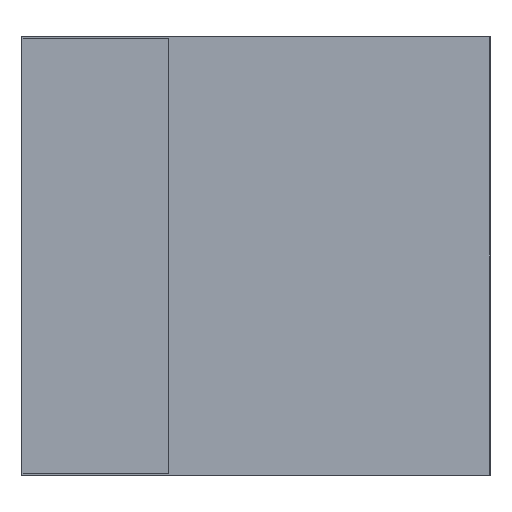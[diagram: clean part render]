
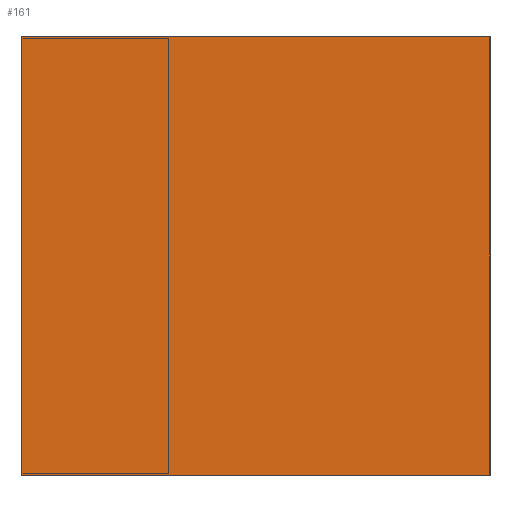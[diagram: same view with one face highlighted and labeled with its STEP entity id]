
A CAD part, left-side view. The second image highlights one B-rep face of the part: STEP entity #161.
In plain terms, the highlighted planar face has unit normal (-1, 0, 0).
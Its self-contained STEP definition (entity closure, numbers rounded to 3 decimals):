
#4 = DIRECTION ( 'NONE',  ( 0., 0., -1. ) ) ;
#51 = EDGE_CURVE ( 'NONE', #603, #1143, #1045, .T. ) ;
#99 = DIRECTION ( 'NONE',  ( 0., -1., 0. ) ) ;
#108 = EDGE_LOOP ( 'NONE', ( #545, #483, #769, #474 ) ) ;
#143 = CARTESIAN_POINT ( 'NONE',  ( -0.3, 0., -0.15 ) ) ;
#161 = ADVANCED_FACE ( 'NONE', ( #295 ), #1229, .F. ) ;
#295 = FACE_OUTER_BOUND ( 'NONE', #108, .T. ) ;
#307 = CARTESIAN_POINT ( 'NONE',  ( -0.3, 0., 0. ) ) ;
#408 = DIRECTION ( 'NONE',  ( 1., 0., 0. ) ) ;
#474 = ORIENTED_EDGE ( 'NONE', *, *, #1360, .F. ) ;
#483 = ORIENTED_EDGE ( 'NONE', *, *, #908, .F. ) ;
#486 = CARTESIAN_POINT ( 'NONE',  ( -0.3, 0.32, -0.15 ) ) ;
#545 = ORIENTED_EDGE ( 'NONE', *, *, #51, .F. ) ;
#603 = VERTEX_POINT ( 'NONE', #922 ) ;
#664 = CARTESIAN_POINT ( 'NONE',  ( -0.3, 0.32, 0.15 ) ) ;
#671 = LINE ( 'NONE', #307, #1382 ) ;
#722 = AXIS2_PLACEMENT_3D ( 'NONE', #1467, #408, #808 ) ;
#769 = ORIENTED_EDGE ( 'NONE', *, *, #1184, .T. ) ;
#778 = CARTESIAN_POINT ( 'NONE',  ( -0.3, 0., 0.15 ) ) ;
#808 = DIRECTION ( 'NONE',  ( 0., 0., -1. ) ) ;
#908 = EDGE_CURVE ( 'NONE', #1227, #603, #1578, .T. ) ;
#922 = CARTESIAN_POINT ( 'NONE',  ( -0.3, 0.32, 0.15 ) ) ;
#927 = VERTEX_POINT ( 'NONE', #143 ) ;
#932 = CARTESIAN_POINT ( 'NONE',  ( -0.3, 0.32, 0.15 ) ) ;
#982 = VECTOR ( 'NONE', #1308, 1000. ) ;
#1045 = LINE ( 'NONE', #664, #1478 ) ;
#1143 = VERTEX_POINT ( 'NONE', #778 ) ;
#1168 = VECTOR ( 'NONE', #99, 1000. ) ;
#1184 = EDGE_CURVE ( 'NONE', #1227, #927, #1652, .T. ) ;
#1227 = VERTEX_POINT ( 'NONE', #1572 ) ;
#1229 = PLANE ( 'NONE',  #722 ) ;
#1289 = DIRECTION ( 'NONE',  ( 0., -1., 0. ) ) ;
#1308 = DIRECTION ( 'NONE',  ( 0., 0., 1. ) ) ;
#1360 = EDGE_CURVE ( 'NONE', #1143, #927, #671, .T. ) ;
#1382 = VECTOR ( 'NONE', #4, 1000. ) ;
#1467 = CARTESIAN_POINT ( 'NONE',  ( -0.3, 0.32, 0.15 ) ) ;
#1478 = VECTOR ( 'NONE', #1289, 1000. ) ;
#1572 = CARTESIAN_POINT ( 'NONE',  ( -0.3, 0.32, -0.15 ) ) ;
#1578 = LINE ( 'NONE', #932, #982 ) ;
#1652 = LINE ( 'NONE', #486, #1168 ) ;
